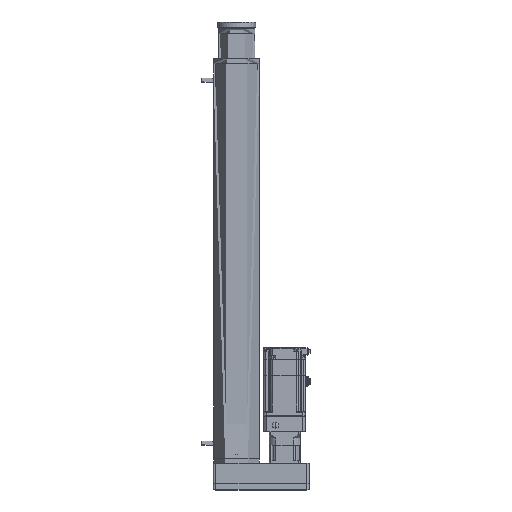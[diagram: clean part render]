
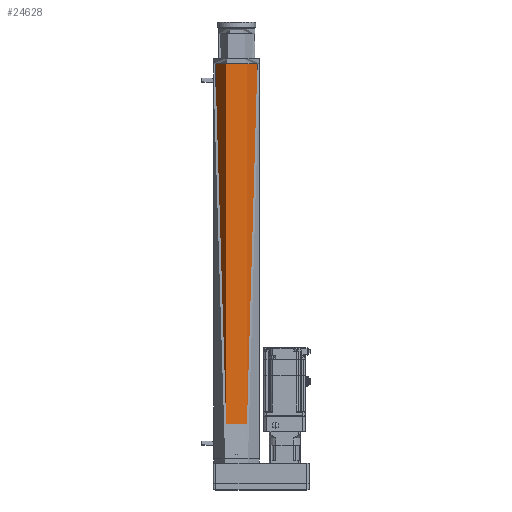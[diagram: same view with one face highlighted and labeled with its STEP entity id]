
A CAD part, top view. The second image highlights one B-rep face of the part: STEP entity #24628.
In plain terms, the highlighted cylindrical face has radius 40 mm (diameter 80 mm), a partial arc.
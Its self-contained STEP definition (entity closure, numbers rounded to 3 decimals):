
#579 = AXIS2_PLACEMENT_3D ( 'NONE', #42501, #21268, #17443 ) ;
#1171 = EDGE_CURVE ( 'NONE', #13019, #8664, #45527, .T. ) ;
#1675 = EDGE_CURVE ( 'NONE', #19389, #52144, #5914, .T. ) ;
#2107 = ORIENTED_EDGE ( 'NONE', *, *, #1171, .T. ) ;
#3739 = EDGE_LOOP ( 'NONE', ( #2107, #17225, #42514, #20894 ) ) ;
#5914 = CIRCLE ( 'NONE', #32911, 40. ) ;
#6711 = VECTOR ( 'NONE', #7433, 1000. ) ;
#7433 = DIRECTION ( 'NONE',  ( 0., 0., -1. ) ) ;
#7530 = EDGE_CURVE ( 'NONE', #8664, #52144, #19266, .T. ) ;
#8664 = VERTEX_POINT ( 'NONE', #47310 ) ;
#10441 = EDGE_CURVE ( 'NONE', #13019, #19389, #49396, .T. ) ;
#13019 = VERTEX_POINT ( 'NONE', #33290 ) ;
#13359 = DIRECTION ( 'NONE',  ( 1., 0., 0. ) ) ;
#16768 = CARTESIAN_POINT ( 'NONE',  ( 0., 0., 0. ) ) ;
#17225 = ORIENTED_EDGE ( 'NONE', *, *, #7530, .T. ) ;
#17443 = DIRECTION ( 'NONE',  ( -1., 0., 0. ) ) ;
#19266 = LINE ( 'NONE', #39972, #53439 ) ;
#19389 = VERTEX_POINT ( 'NONE', #41197 ) ;
#20894 = ORIENTED_EDGE ( 'NONE', *, *, #10441, .F. ) ;
#21268 = DIRECTION ( 'NONE',  ( 0., 0., -1. ) ) ;
#24628 = ADVANCED_FACE ( 'NONE', ( #38151 ), #50406, .F. ) ;
#27541 = DIRECTION ( 'NONE',  ( 0., 0., 1. ) ) ;
#32911 = AXIS2_PLACEMENT_3D ( 'NONE', #16768, #41025, #33384 ) ;
#33290 = CARTESIAN_POINT ( 'NONE',  ( -40., 0., 760. ) ) ;
#33364 = AXIS2_PLACEMENT_3D ( 'NONE', #44967, #27541, #13359 ) ;
#33384 = DIRECTION ( 'NONE',  ( 1., 0., 0. ) ) ;
#38151 = FACE_OUTER_BOUND ( 'NONE', #3739, .T. ) ;
#39972 = CARTESIAN_POINT ( 'NONE',  ( 40., 0., 760. ) ) ;
#41025 = DIRECTION ( 'NONE',  ( 0., 0., 1. ) ) ;
#41197 = CARTESIAN_POINT ( 'NONE',  ( -40., 0., 0. ) ) ;
#42501 = CARTESIAN_POINT ( 'NONE',  ( 0., 0., 760. ) ) ;
#42514 = ORIENTED_EDGE ( 'NONE', *, *, #1675, .F. ) ;
#43775 = DIRECTION ( 'NONE',  ( 0., 0., -1. ) ) ;
#44967 = CARTESIAN_POINT ( 'NONE',  ( 0., 0., 760. ) ) ;
#45527 = CIRCLE ( 'NONE', #33364, 40. ) ;
#47310 = CARTESIAN_POINT ( 'NONE',  ( 40., 0., 760. ) ) ;
#48586 = CARTESIAN_POINT ( 'NONE',  ( -40., 0., 760. ) ) ;
#49396 = LINE ( 'NONE', #48586, #6711 ) ;
#49954 = CARTESIAN_POINT ( 'NONE',  ( 40., 0., 0. ) ) ;
#50406 = CYLINDRICAL_SURFACE ( 'NONE', #579, 40. ) ;
#52144 = VERTEX_POINT ( 'NONE', #49954 ) ;
#53439 = VECTOR ( 'NONE', #43775, 1000. ) ;
